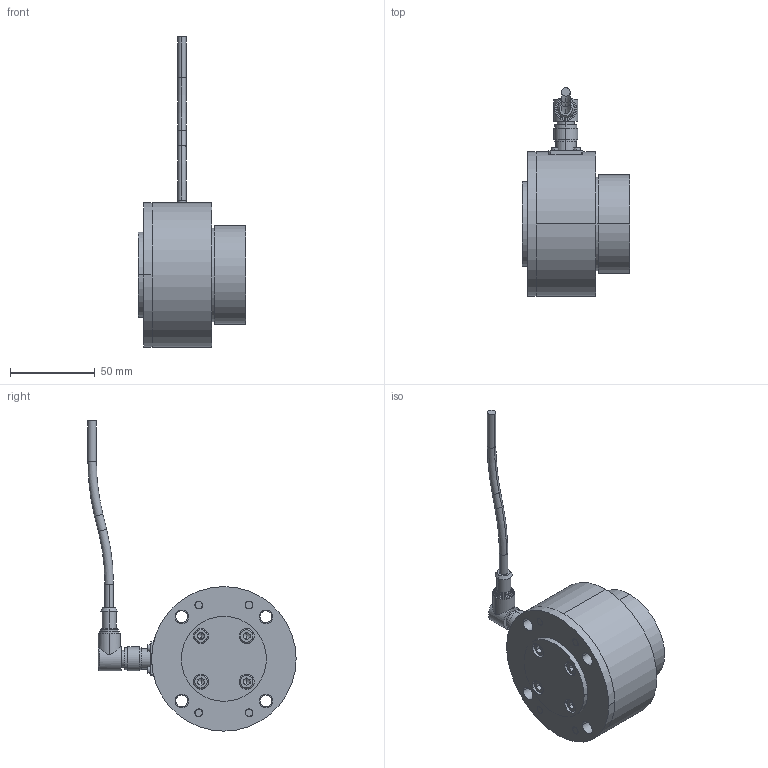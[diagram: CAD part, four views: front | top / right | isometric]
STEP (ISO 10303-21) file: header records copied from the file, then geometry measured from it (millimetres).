
FILE_DESCRIPTION (( 'STEP AP203' ), '1' );
FILE_NAME ('YZ-CLC-00(20190806).STEP', '2019-08-06T05:55:41', ( '' ), ( '' ), 'SwSTEP 2.0', 'SolidWorks 2015', '' );
FILE_SCHEMA (( 'CONFIG_CONTROL_DESIGN' ));
Length unit declared in the file: millimetre
Products named in the file (1): YZ-CLC-00(20190806)
Bounding box: 63 x 122.5 x 182.5 mm (x, y, z)
Surface area: 42377.1 mm2 (no closed solid volume)
Topology: 0 solids, 29 shells, 331 faces, 1113 edges, 747 vertices
Faces by surface type: plane 128, cylinder 90, torus 64, sphere 30, cone 18, bspline 1
Entity records: 12269 total; most frequent: CARTESIAN_POINT 2871, DIRECTION 2094, ORIENTED_EDGE 1714, EDGE_CURVE 1022, AXIS2_PLACEMENT_3D 859, VERTEX_POINT 702, CIRCLE 528, EDGE_LOOP 419
